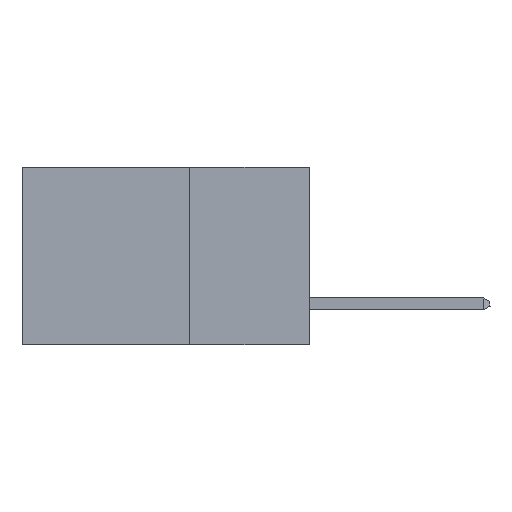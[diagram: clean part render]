
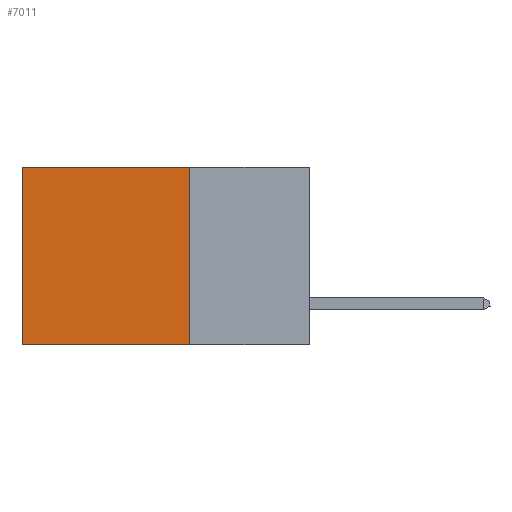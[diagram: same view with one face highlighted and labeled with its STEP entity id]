
A CAD part, left-side view. The second image highlights one B-rep face of the part: STEP entity #7011.
In plain terms, the highlighted planar face has unit normal (-1, 0, 0).
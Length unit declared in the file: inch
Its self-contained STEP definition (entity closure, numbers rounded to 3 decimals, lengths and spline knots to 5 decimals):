
#116 = VERTEX_POINT ( 'NONE', #5140 ) ;
#545 = DIRECTION ( 'NONE',  ( 0., 0., -1. ) ) ;
#563 = VECTOR ( 'NONE', #11136, 39.37008 ) ;
#689 = CARTESIAN_POINT ( 'NONE',  ( 0.2875, 0.25, -0.37 ) ) ;
#889 = EDGE_CURVE ( 'NONE', #9685, #116, #11661, .T. ) ;
#971 = DIRECTION ( 'NONE',  ( 1., 0., 0. ) ) ;
#1977 = CARTESIAN_POINT ( 'NONE',  ( 0.2875, 0.25, 0. ) ) ;
#2571 = CARTESIAN_POINT ( 'NONE',  ( 0.2875, 0.25, -0.37 ) ) ;
#3581 = CARTESIAN_POINT ( 'NONE',  ( 0.2875, 0.6, 0. ) ) ;
#3895 = DIRECTION ( 'NONE',  ( 0., 1., 0. ) ) ;
#4381 = EDGE_LOOP ( 'NONE', ( #10461, #12153, #5117, #6894 ) ) ;
#4474 = EDGE_CURVE ( 'NONE', #7712, #9685, #5977, .T. ) ;
#4519 = LINE ( 'NONE', #1977, #563 ) ;
#4647 = VERTEX_POINT ( 'NONE', #689 ) ;
#4944 = CARTESIAN_POINT ( 'NONE',  ( 0.2875, 0.25, 0. ) ) ;
#5117 = ORIENTED_EDGE ( 'NONE', *, *, #7943, .F. ) ;
#5140 = CARTESIAN_POINT ( 'NONE',  ( 0.2875, 0.6, -0.37 ) ) ;
#5977 = LINE ( 'NONE', #9419, #7731 ) ;
#6816 = EDGE_CURVE ( 'NONE', #4647, #116, #9702, .T. ) ;
#6894 = ORIENTED_EDGE ( 'NONE', *, *, #4474, .T. ) ;
#6984 = PLANE ( 'NONE',  #8760 ) ;
#7011 = ADVANCED_FACE ( 'NONE', ( #10179 ), #6984, .F. ) ;
#7030 = VECTOR ( 'NONE', #545, 39.37008 ) ;
#7297 = CARTESIAN_POINT ( 'NONE',  ( 0.2875, 0.6, 0. ) ) ;
#7712 = VERTEX_POINT ( 'NONE', #10421 ) ;
#7731 = VECTOR ( 'NONE', #12466, 39.37008 ) ;
#7943 = EDGE_CURVE ( 'NONE', #7712, #4647, #4519, .T. ) ;
#8059 = DIRECTION ( 'NONE',  ( 0., 0., -1. ) ) ;
#8760 = AXIS2_PLACEMENT_3D ( 'NONE', #4944, #971, #8059 ) ;
#9419 = CARTESIAN_POINT ( 'NONE',  ( 0.2875, 0.25, 0. ) ) ;
#9685 = VERTEX_POINT ( 'NONE', #7297 ) ;
#9702 = LINE ( 'NONE', #2571, #12135 ) ;
#10179 = FACE_OUTER_BOUND ( 'NONE', #4381, .T. ) ;
#10421 = CARTESIAN_POINT ( 'NONE',  ( 0.2875, 0.25, 0. ) ) ;
#10461 = ORIENTED_EDGE ( 'NONE', *, *, #889, .T. ) ;
#11136 = DIRECTION ( 'NONE',  ( 0., 0., -1. ) ) ;
#11661 = LINE ( 'NONE', #3581, #7030 ) ;
#12135 = VECTOR ( 'NONE', #3895, 39.37008 ) ;
#12153 = ORIENTED_EDGE ( 'NONE', *, *, #6816, .F. ) ;
#12466 = DIRECTION ( 'NONE',  ( 0., 1., 0. ) ) ;
